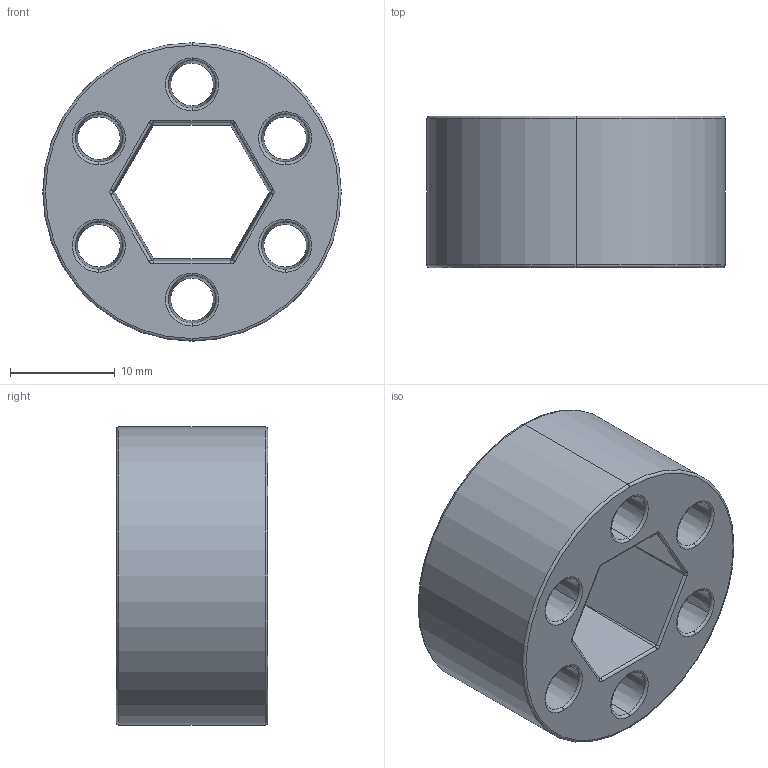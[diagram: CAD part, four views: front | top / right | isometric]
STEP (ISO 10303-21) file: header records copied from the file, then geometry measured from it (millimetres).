
FILE_DESCRIPTION (( 'STEP AP203' ), '1' );
FILE_NAME ('am-1305 500 Hex Spacer, 0416.STEP', '2014-01-02T15:27:37', ( '' ), ( '' ), 'SwSTEP 2.0', 'SolidWorks 2010', '' );
FILE_SCHEMA (( 'CONFIG_CONTROL_DESIGN' ));
Length unit declared in the file: inch
Products named in the file (1): am-1305 500 Hex Spacer, 0416
Bounding box: 28.55 x 14.48 x 28.55 mm (x, y, z)
Volume: 5866.8 mm3; surface area: 3892.8 mm2
Topology: 1 solids, 1 shells, 104 faces, 246 edges, 144 vertices
Faces by surface type: torus 58, cylinder 20, cone 18, plane 8
Entity records: 3147 total; most frequent: DIRECTION 646, CARTESIAN_POINT 495, ORIENTED_EDGE 492, AXIS2_PLACEMENT_3D 295, EDGE_CURVE 246, CIRCLE 190, VERTEX_POINT 144, EDGE_LOOP 118
